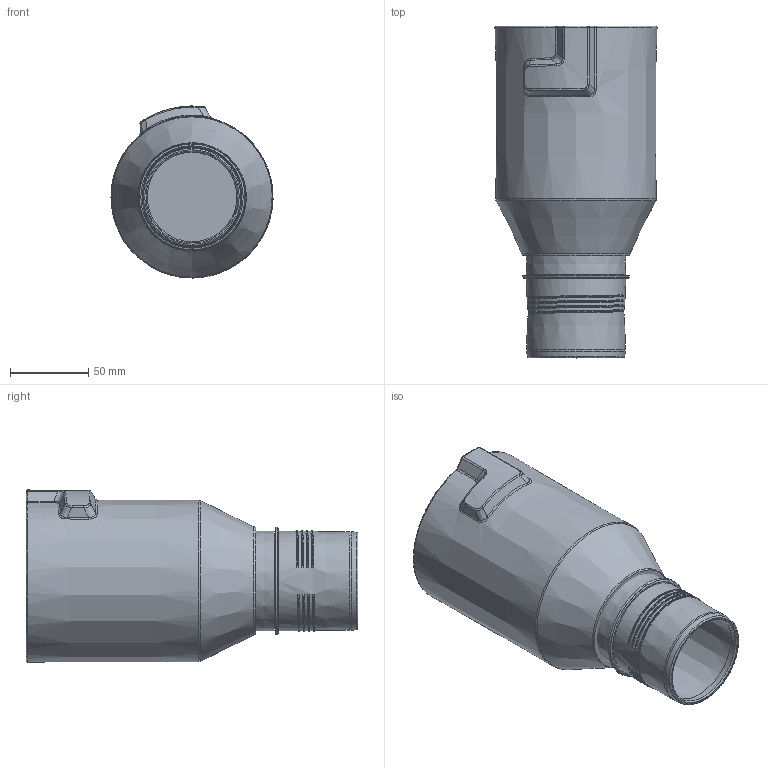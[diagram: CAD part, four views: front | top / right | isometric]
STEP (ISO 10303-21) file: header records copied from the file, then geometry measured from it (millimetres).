
FILE_DESCRIPTION(/* description */ (''),/* implementation_level */ '2;1');
FILE_NAME(/* name */ 'adapcter C 418.step',/* time_stamp */ '2025-04-18T15:21:48-04:00',/* author */ (''),/* organization */ (''),/* preprocessor_version */ 'ST-DEVELOPER v20.1',/* originating_system */ 'Autodesk Translation Framework v14.4.0.0',/* authorisation */ '');
FILE_SCHEMA (('AUTOMOTIVE_DESIGN { 1 0 10303 214 3 1 1 }'));
Length unit declared in the file: inch
Products named in the file (1): adapcter C
Bounding box: 103.44 x 211.74 x 109.84 mm (x, y, z)
Volume: 150300.7 mm3; surface area: 119168 mm2
Topology: 1 solids, 1 shells, 164 faces, 421 edges, 264 vertices
Faces by surface type: bspline 124, plane 25, cone 15
Entity records: 13680 total; most frequent: CARTESIAN_POINT 10873, ORIENTED_EDGE 842, EDGE_CURVE 421, B_SPLINE_CURVE_WITH_KNOTS 385, VERTEX_POINT 264, EDGE_LOOP 171, FACE_OUTER_BOUND 164, ADVANCED_FACE 164
